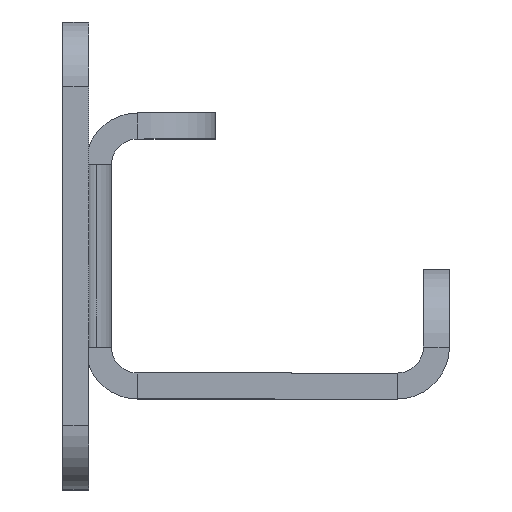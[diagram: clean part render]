
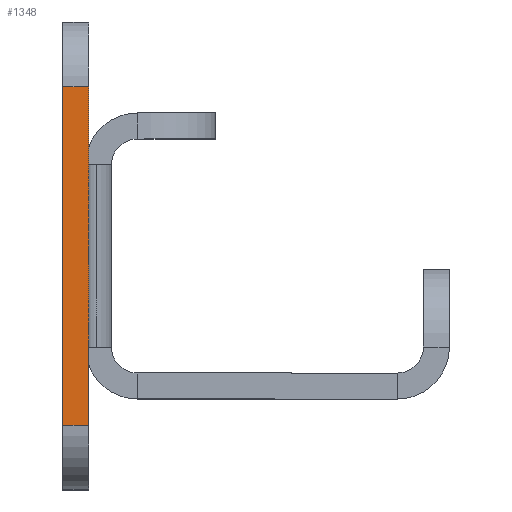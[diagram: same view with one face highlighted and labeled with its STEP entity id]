
A CAD part, left-side view. The second image highlights one B-rep face of the part: STEP entity #1348.
In plain terms, the highlighted planar face has unit normal (-1, 0, 0).
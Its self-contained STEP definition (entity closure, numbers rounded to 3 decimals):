
#152 = PLANE ( 'NONE',  #1115 ) ;
#236 = LINE ( 'NONE', #1917, #3628 ) ;
#255 = ORIENTED_EDGE ( 'NONE', *, *, #323, .T. ) ;
#323 = EDGE_CURVE ( 'NONE', #2518, #4738, #639, .T. ) ;
#453 = VECTOR ( 'NONE', #1178, 1000. ) ;
#469 = LINE ( 'NONE', #2881, #3865 ) ;
#582 = EDGE_CURVE ( 'NONE', #1127, #776, #236, .T. ) ;
#639 = LINE ( 'NONE', #2715, #2263 ) ;
#776 = VERTEX_POINT ( 'NONE', #820 ) ;
#820 = CARTESIAN_POINT ( 'NONE',  ( -228.5, 1.757, 13. ) ) ;
#995 = ORIENTED_EDGE ( 'NONE', *, *, #582, .T. ) ;
#1115 = AXIS2_PLACEMENT_3D ( 'NONE', #4070, #1746, #4558 ) ;
#1127 = VERTEX_POINT ( 'NONE', #3548 ) ;
#1178 = DIRECTION ( 'NONE',  ( 0., 0., 1. ) ) ;
#1191 = EDGE_CURVE ( 'NONE', #2518, #776, #3175, .T. ) ;
#1280 = DIRECTION ( 'NONE',  ( 0., 0., -1. ) ) ;
#1348 = ADVANCED_FACE ( 'NONE', ( #3772 ), #152, .T. ) ;
#1746 = DIRECTION ( 'NONE',  ( -1., 0., 0. ) ) ;
#1917 = CARTESIAN_POINT ( 'NONE',  ( -228.5, -49.079, 13. ) ) ;
#2263 = VECTOR ( 'NONE', #4953, 1000. ) ;
#2518 = VERTEX_POINT ( 'NONE', #4334 ) ;
#2715 = CARTESIAN_POINT ( 'NONE',  ( -228.5, -49.079, -13. ) ) ;
#2849 = ORIENTED_EDGE ( 'NONE', *, *, #4682, .F. ) ;
#2881 = CARTESIAN_POINT ( 'NONE',  ( -228.5, -0.243, -18. ) ) ;
#2966 = EDGE_LOOP ( 'NONE', ( #2849, #995, #4623, #255 ) ) ;
#3175 = LINE ( 'NONE', #4771, #453 ) ;
#3548 = CARTESIAN_POINT ( 'NONE',  ( -228.5, -0.243, 13. ) ) ;
#3555 = DIRECTION ( 'NONE',  ( 0., 1., 0. ) ) ;
#3628 = VECTOR ( 'NONE', #3555, 1000. ) ;
#3772 = FACE_OUTER_BOUND ( 'NONE', #2966, .T. ) ;
#3865 = VECTOR ( 'NONE', #1280, 1000. ) ;
#4070 = CARTESIAN_POINT ( 'NONE',  ( -228.5, -49.079, -18. ) ) ;
#4334 = CARTESIAN_POINT ( 'NONE',  ( -228.5, 1.757, -13. ) ) ;
#4477 = CARTESIAN_POINT ( 'NONE',  ( -228.5, -0.243, -13. ) ) ;
#4558 = DIRECTION ( 'NONE',  ( 0., 0., 1. ) ) ;
#4623 = ORIENTED_EDGE ( 'NONE', *, *, #1191, .F. ) ;
#4682 = EDGE_CURVE ( 'NONE', #1127, #4738, #469, .T. ) ;
#4738 = VERTEX_POINT ( 'NONE', #4477 ) ;
#4771 = CARTESIAN_POINT ( 'NONE',  ( -228.5, 1.757, -18. ) ) ;
#4953 = DIRECTION ( 'NONE',  ( 0., -1., 0. ) ) ;
